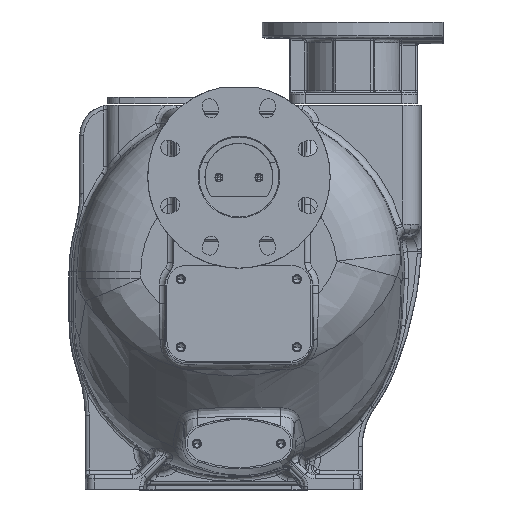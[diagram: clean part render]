
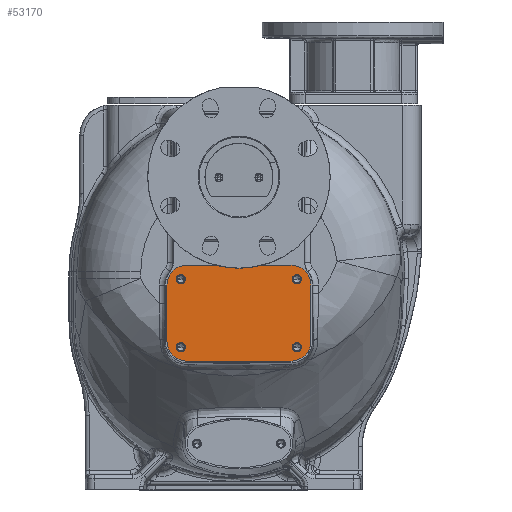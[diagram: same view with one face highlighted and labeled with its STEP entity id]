
A CAD part, top view. The second image highlights one B-rep face of the part: STEP entity #53170.
In plain terms, the highlighted planar face has unit normal (0, 0, 1).
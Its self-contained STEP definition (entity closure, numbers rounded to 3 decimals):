
#14493=CARTESIAN_POINT('',(-27.,255.,185.));
#14494=DIRECTION('',(0.,0.,1.));
#14495=DIRECTION('',(0.,1.,0.));
#14496=AXIS2_PLACEMENT_3D('',#14493,#14494,#14495);
#14498=DIRECTION('',(-1.,0.,0.));
#14499=VECTOR('',#14498,130.);
#14500=CARTESIAN_POINT('',(103.,280.,185.));
#14501=LINE('',#14500,#14499);
#14502=CARTESIAN_POINT('',(103.,255.,185.));
#14503=DIRECTION('',(0.,0.,1.));
#14504=DIRECTION('',(1.,0.,0.));
#14505=AXIS2_PLACEMENT_3D('',#14502,#14503,#14504);
#14507=DIRECTION('',(0.,1.,0.));
#14508=VECTOR('',#14507,70.);
#14509=CARTESIAN_POINT('',(128.,185.,185.));
#14510=LINE('',#14509,#14508);
#14511=CARTESIAN_POINT('',(103.,185.,185.));
#14512=DIRECTION('',(0.,0.,1.));
#14513=DIRECTION('',(0.,-1.,0.));
#14514=AXIS2_PLACEMENT_3D('',#14511,#14512,#14513);
#14516=DIRECTION('',(1.,0.,0.));
#14517=VECTOR('',#14516,130.);
#14518=CARTESIAN_POINT('',(-27.,160.,185.));
#14519=LINE('',#14518,#14517);
#14520=CARTESIAN_POINT('',(-27.,185.,185.));
#14521=DIRECTION('',(0.,0.,1.));
#14522=DIRECTION('',(-1.,0.,0.));
#14523=AXIS2_PLACEMENT_3D('',#14520,#14521,#14522);
#14525=DIRECTION('',(0.,-1.,0.));
#14526=VECTOR('',#14525,70.);
#14527=CARTESIAN_POINT('',(-52.,255.,185.));
#14528=LINE('',#14527,#14526);
#14529=CARTESIAN_POINT('',(110.5,262.5,185.));
#14530=DIRECTION('',(0.,0.,-1.));
#14531=DIRECTION('',(1.,0.,0.));
#14532=AXIS2_PLACEMENT_3D('',#14529,#14530,#14531);
#14534=CARTESIAN_POINT('',(110.5,262.5,185.));
#14535=DIRECTION('',(0.,0.,-1.));
#14536=DIRECTION('',(-1.,0.,0.));
#14537=AXIS2_PLACEMENT_3D('',#14534,#14535,#14536);
#14539=CARTESIAN_POINT('',(110.5,177.5,185.));
#14540=DIRECTION('',(0.,0.,-1.));
#14541=DIRECTION('',(1.,0.,0.));
#14542=AXIS2_PLACEMENT_3D('',#14539,#14540,#14541);
#14544=CARTESIAN_POINT('',(110.5,177.5,185.));
#14545=DIRECTION('',(0.,0.,-1.));
#14546=DIRECTION('',(-1.,0.,0.));
#14547=AXIS2_PLACEMENT_3D('',#14544,#14545,#14546);
#14549=CARTESIAN_POINT('',(-34.5,262.5,185.));
#14550=DIRECTION('',(0.,0.,-1.));
#14551=DIRECTION('',(1.,0.,0.));
#14552=AXIS2_PLACEMENT_3D('',#14549,#14550,#14551);
#14554=CARTESIAN_POINT('',(-34.5,262.5,185.));
#14555=DIRECTION('',(0.,0.,-1.));
#14556=DIRECTION('',(-1.,0.,0.));
#14557=AXIS2_PLACEMENT_3D('',#14554,#14555,#14556);
#14559=CARTESIAN_POINT('',(-34.5,177.5,185.));
#14560=DIRECTION('',(0.,0.,-1.));
#14561=DIRECTION('',(1.,0.,0.));
#14562=AXIS2_PLACEMENT_3D('',#14559,#14560,#14561);
#14564=CARTESIAN_POINT('',(-34.5,177.5,185.));
#14565=DIRECTION('',(0.,0.,-1.));
#14566=DIRECTION('',(-1.,0.,0.));
#14567=AXIS2_PLACEMENT_3D('',#14564,#14565,#14566);
#18693=CARTESIAN_POINT('',(116.25,262.5,185.));
#18694=CARTESIAN_POINT('',(104.75,262.5,185.));
#18695=VERTEX_POINT('',#18693);
#18696=VERTEX_POINT('',#18694);
#18697=CARTESIAN_POINT('',(116.25,177.5,185.));
#18698=CARTESIAN_POINT('',(104.75,177.5,185.));
#18699=VERTEX_POINT('',#18697);
#18700=VERTEX_POINT('',#18698);
#18701=CARTESIAN_POINT('',(-28.75,262.5,185.));
#18702=CARTESIAN_POINT('',(-40.25,262.5,185.));
#18703=VERTEX_POINT('',#18701);
#18704=VERTEX_POINT('',#18702);
#18705=CARTESIAN_POINT('',(-28.75,177.5,185.));
#18706=CARTESIAN_POINT('',(-40.25,177.5,185.));
#18707=VERTEX_POINT('',#18705);
#18708=VERTEX_POINT('',#18706);
#18709=CARTESIAN_POINT('',(-27.,280.,185.));
#18710=CARTESIAN_POINT('',(-52.,255.,185.));
#18711=VERTEX_POINT('',#18709);
#18712=VERTEX_POINT('',#18710);
#18713=CARTESIAN_POINT('',(-52.,185.,185.));
#18714=VERTEX_POINT('',#18713);
#18715=CARTESIAN_POINT('',(-27.,160.,185.));
#18716=VERTEX_POINT('',#18715);
#18717=CARTESIAN_POINT('',(103.,160.,185.));
#18718=VERTEX_POINT('',#18717);
#18719=CARTESIAN_POINT('',(128.,185.,185.));
#18720=VERTEX_POINT('',#18719);
#18721=CARTESIAN_POINT('',(128.,255.,185.));
#18722=VERTEX_POINT('',#18721);
#18723=CARTESIAN_POINT('',(103.,280.,185.));
#18724=VERTEX_POINT('',#18723);
#53131=CARTESIAN_POINT('',(38.,220.,185.));
#53132=DIRECTION('',(0.,0.,1.));
#53133=DIRECTION('',(1.,0.,0.));
#53134=AXIS2_PLACEMENT_3D('',#53131,#53132,#53133);
#53135=PLANE('',#53134);
#53136=ORIENTED_EDGE('',*,*,#53026,.F.);
#53137=ORIENTED_EDGE('',*,*,#53041,.F.);
#53138=ORIENTED_EDGE('',*,*,#53055,.F.);
#53139=ORIENTED_EDGE('',*,*,#53069,.F.);
#53140=ORIENTED_EDGE('',*,*,#53083,.F.);
#53141=ORIENTED_EDGE('',*,*,#53097,.F.);
#53142=ORIENTED_EDGE('',*,*,#53111,.F.);
#53143=ORIENTED_EDGE('',*,*,#53124,.F.);
#53144=EDGE_LOOP('',(#53136,#53137,#53138,#53139,#53140,#53141,#53142,#53143));
#53145=FACE_OUTER_BOUND('',#53144,.F.);
#53147=ORIENTED_EDGE('',*,*,#53146,.F.);
#53149=ORIENTED_EDGE('',*,*,#53148,.F.);
#53150=EDGE_LOOP('',(#53147,#53149));
#53151=FACE_BOUND('',#53150,.F.);
#53153=ORIENTED_EDGE('',*,*,#53152,.F.);
#53155=ORIENTED_EDGE('',*,*,#53154,.F.);
#53156=EDGE_LOOP('',(#53153,#53155));
#53157=FACE_BOUND('',#53156,.F.);
#53159=ORIENTED_EDGE('',*,*,#53158,.F.);
#53161=ORIENTED_EDGE('',*,*,#53160,.F.);
#53162=EDGE_LOOP('',(#53159,#53161));
#53163=FACE_BOUND('',#53162,.F.);
#53165=ORIENTED_EDGE('',*,*,#53164,.F.);
#53167=ORIENTED_EDGE('',*,*,#53166,.F.);
#53168=EDGE_LOOP('',(#53165,#53167));
#53169=FACE_BOUND('',#53168,.F.);
#53170=ADVANCED_FACE('',(#53145,#53151,#53157,#53163,#53169),#53135,.T.);
#14497=CIRCLE('',#14496,25.);
#14506=CIRCLE('',#14505,25.);
#14515=CIRCLE('',#14514,25.);
#14524=CIRCLE('',#14523,25.);
#14533=CIRCLE('',#14532,5.75);
#14538=CIRCLE('',#14537,5.75);
#14543=CIRCLE('',#14542,5.75);
#14548=CIRCLE('',#14547,5.75);
#14553=CIRCLE('',#14552,5.75);
#14558=CIRCLE('',#14557,5.75);
#14563=CIRCLE('',#14562,5.75);
#14568=CIRCLE('',#14567,5.75);
#53026=EDGE_CURVE('',#18711,#18712,#14497,.T.);
#53041=EDGE_CURVE('',#18724,#18711,#14501,.T.);
#53055=EDGE_CURVE('',#18722,#18724,#14506,.T.);
#53069=EDGE_CURVE('',#18720,#18722,#14510,.T.);
#53083=EDGE_CURVE('',#18718,#18720,#14515,.T.);
#53097=EDGE_CURVE('',#18716,#18718,#14519,.T.);
#53111=EDGE_CURVE('',#18714,#18716,#14524,.T.);
#53124=EDGE_CURVE('',#18712,#18714,#14528,.T.);
#53146=EDGE_CURVE('',#18695,#18696,#14533,.T.);
#53148=EDGE_CURVE('',#18696,#18695,#14538,.T.);
#53152=EDGE_CURVE('',#18699,#18700,#14543,.T.);
#53154=EDGE_CURVE('',#18700,#18699,#14548,.T.);
#53158=EDGE_CURVE('',#18703,#18704,#14553,.T.);
#53160=EDGE_CURVE('',#18704,#18703,#14558,.T.);
#53164=EDGE_CURVE('',#18707,#18708,#14563,.T.);
#53166=EDGE_CURVE('',#18708,#18707,#14568,.T.);
